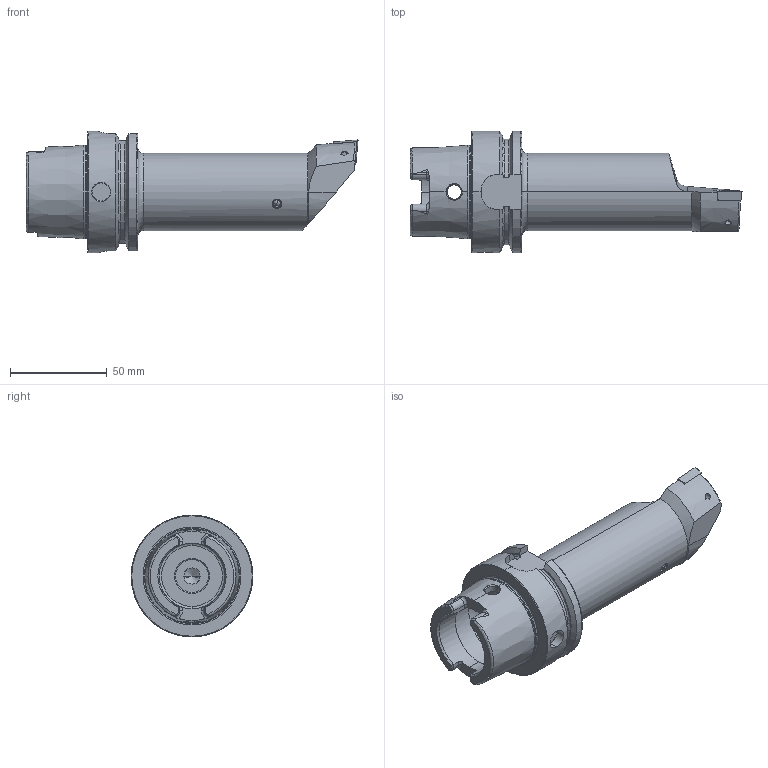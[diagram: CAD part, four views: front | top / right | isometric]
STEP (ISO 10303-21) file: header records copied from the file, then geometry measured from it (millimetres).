
FILE_DESCRIPTION (( 'STEP AP203' ), '1' );
FILE_NAME ('HA6-BCC.LLC.140.STEP', '2012-06-12T11:06:59', ( 'baer' ), ( 'Hewlett-Packard Company' ), 'SwSTEP 2.0', 'SolidWorks 2012', '' );
FILE_SCHEMA (( 'CONFIG_CONTROL_DESIGN' ));
Length unit declared in the file: millimetre
Products named in the file (5): HA6-BCC.LLC.140; KVT_MB_600_050; WCC-ER2.001.010_A; CCMT120404; HA6-BCC.LLC.140_A
Assembly tree (4 placements, depth 2):
  HA6-BCC.LLC.140
    HA6-BCC.LLC.140_A
    CCMT120404
    WCC-ER2.001.010_A
    KVT_MB_600_050
Bounding box: 171.86 x 63 x 63 mm (x, y, z)
Volume: 194661.4 mm3; surface area: 38478.6 mm2
Topology: 5 solids, 5 shells, 298 faces, 763 edges, 461 vertices
Faces by surface type: cylinder 88, cone 81, plane 71, torus 39, bspline 17, sphere 2
Entity records: 10953 total; most frequent: CARTESIAN_POINT 3593, ORIENTED_EDGE 1480, DIRECTION 1391, EDGE_CURVE 740, AXIS2_PLACEMENT_3D 557, VERTEX_POINT 458, EDGE_LOOP 316, FACE_OUTER_BOUND 298
